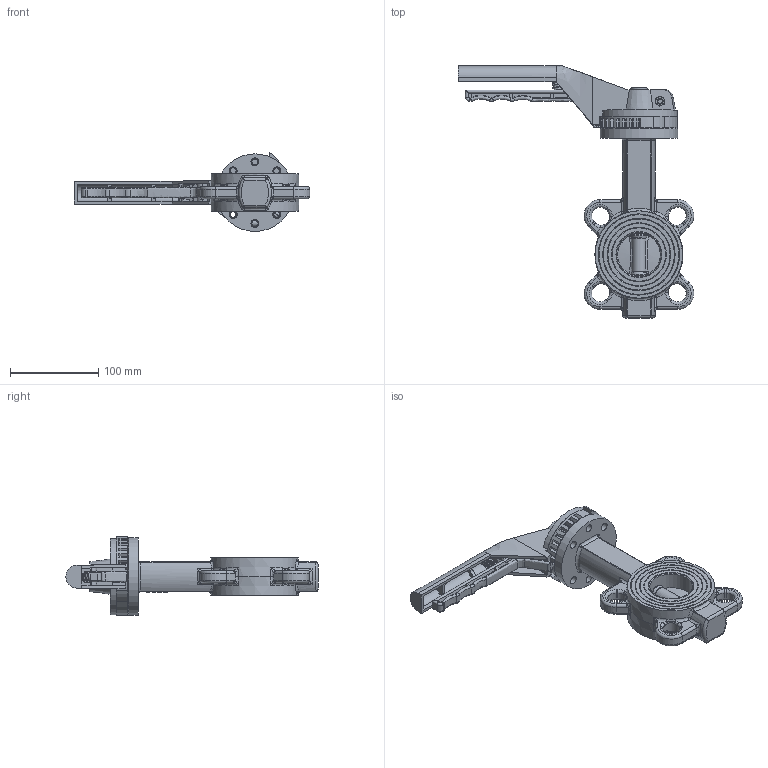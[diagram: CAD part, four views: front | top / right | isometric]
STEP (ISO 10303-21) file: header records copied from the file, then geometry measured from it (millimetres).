
FILE_DESCRIPTION(/* description */ ('1111050'),/* implementation_level */ '2;1');
FILE_NAME(/* name */ '1111050.stp',/* time_stamp */ '2019-05-03T11:10:55+02:00',/* author */ ('jmorand'),/* organization */ ('Sferaco'),/* preprocessor_version */ 'ST-DEVELOPER v17.2',/* originating_system */ 'Autodesk Inventor 2019',/* authorisation */ '');
FILE_SCHEMA (('AUTOMOTIVE_DESIGN { 1 0 10303 214 3 1 1 }'));
Products named in the file (1): 1112050_Shrinkwrap_1
Bounding box: 267.17 x 286 x 89.53 mm (x, y, z)
Volume: 678716.4 mm3; surface area: 176664.4 mm2
Topology: 11 solids, 11 shells, 1687 faces, 4501 edges, 2864 vertices
Faces by surface type: plane 755, cylinder 409, bspline 264, torus 152, cone 95, sphere 12
Full cylindrical faces by diameter (mm): 4.7 x2, 6 x2, 6.2 x5, 6.6 x2, 6.8 x36, 7 x4, 7.4 x1, 8 x3, 9 x6, 9.5 x1, 10 x4, 10.04 x1, 10.2 x4, 10.5 x1, 11 x3, 11.2 x1, 12 x2, 18.5 x1, 19 x2, 38 x1, 48.6 x1, 88 x1
Entity records: 90631 total; most frequent: CARTESIAN_POINT 48092, ORIENTED_EDGE 8948, DIRECTION 8048, EDGE_CURVE 4474, AXIS2_PLACEMENT_3D 2900, VERTEX_POINT 2864, LINE 2248, VECTOR 2248
